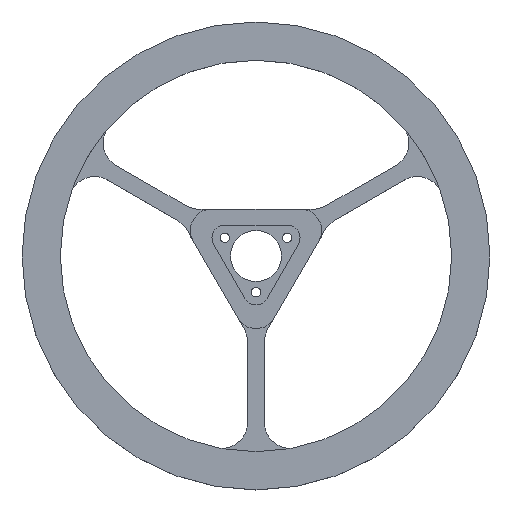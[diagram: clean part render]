
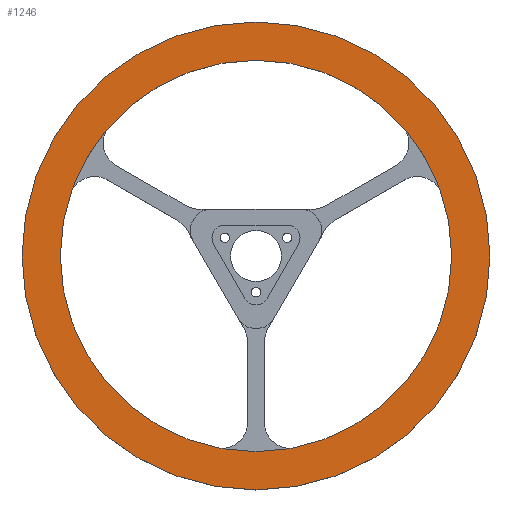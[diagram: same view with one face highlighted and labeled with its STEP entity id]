
A CAD part, top view. The second image highlights one B-rep face of the part: STEP entity #1246.
In plain terms, the highlighted planar face has unit normal (0, 0, 1).
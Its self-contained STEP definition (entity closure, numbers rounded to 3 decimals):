
#23=FACE_BOUND('',#168,.T.);
#47=PLANE('',#1397);
#97=FACE_OUTER_BOUND('',#167,.T.);
#167=EDGE_LOOP('',(#1057));
#168=EDGE_LOOP('',(#1058));
#454=CIRCLE('',#1372,46.);
#469=CIRCLE('',#1398,55.);
#577=VERTEX_POINT('',#2092);
#589=VERTEX_POINT('',#2140);
#733=EDGE_CURVE('',#577,#577,#454,.T.);
#758=EDGE_CURVE('',#589,#589,#469,.T.);
#1057=ORIENTED_EDGE('',*,*,#758,.T.);
#1058=ORIENTED_EDGE('',*,*,#733,.T.);
#1246=ADVANCED_FACE('',(#97,#23),#47,.T.);
#1372=AXIS2_PLACEMENT_3D('',#2093,#1684,#1685);
#1397=AXIS2_PLACEMENT_3D('',#2139,#1744,#1745);
#1398=AXIS2_PLACEMENT_3D('',#2141,#1746,#1747);
#1684=DIRECTION('center_axis',(0.,0.,-1.));
#1685=DIRECTION('ref_axis',(-1.,0.,0.));
#1744=DIRECTION('center_axis',(0.,0.,1.));
#1745=DIRECTION('ref_axis',(1.,0.,0.));
#1746=DIRECTION('center_axis',(0.,0.,1.));
#1747=DIRECTION('ref_axis',(1.,0.,0.));
#2092=CARTESIAN_POINT('',(-46.,0.,8.));
#2093=CARTESIAN_POINT('Origin',(0.,0.,8.));
#2139=CARTESIAN_POINT('Origin',(0.,0.,8.));
#2140=CARTESIAN_POINT('',(-55.,0.,8.));
#2141=CARTESIAN_POINT('Origin',(0.,0.,8.));
